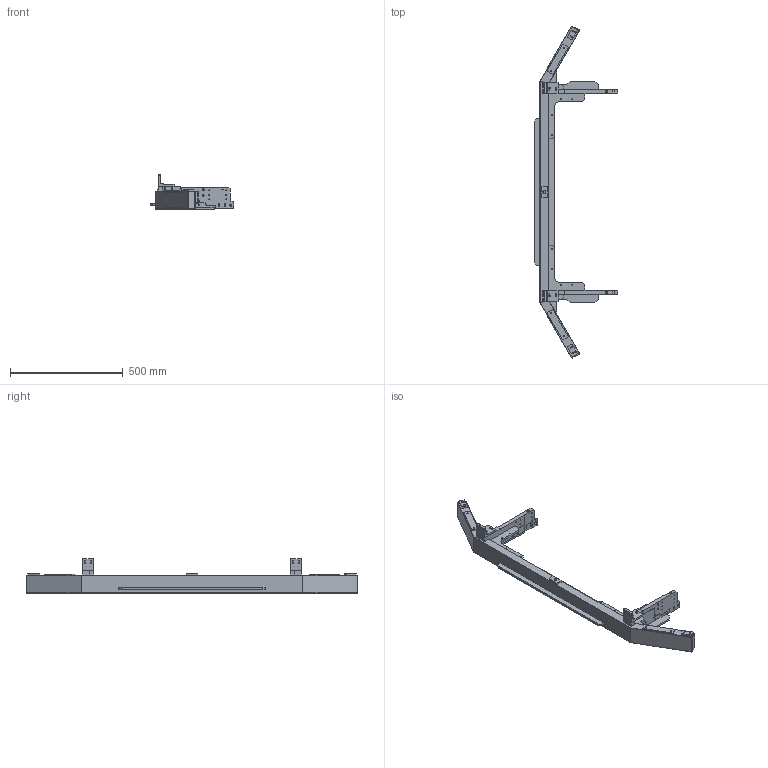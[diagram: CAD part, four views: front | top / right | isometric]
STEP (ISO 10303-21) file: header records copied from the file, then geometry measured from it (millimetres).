
FILE_DESCRIPTION(/* description */ ('SBG Messmeister'),/* implementation_level */ '2;1');
FILE_NAME(/* name */ '319-20-09-29-00 SBG Messmeister.stp',/* time_stamp */ '2021-03-12T15:07:48+01:00',/* author */ ('herr_rommel'),/* organization */ (''),/* preprocessor_version */ 'ST-DEVELOPER v17',/* originating_system */ 'Autodesk Inventor 2018',/* authorisation */ '');
FILE_SCHEMA (('AUTOMOTIVE_DESIGN { 1 0 10303 214 3 1 1 }'));
Length unit declared in the file: millimetre
Products named in the file (20): 319-20-09-29-00; 319-20-09-29-02; 319-20-09-29-02_1; 319-20-09-29-04; 319-20-09-29-06; 319-20-09-29-07; 319-20-09-29-07_1; 319-20-09-29-09 ; 319-20-09-29-10; 319-20-09-29-16; 319-20-09-29-06_1; 319-20-09-29-08; 319-20-09-29-09 _1; 319-20-09-29-10_1; 319-20-09-29-14; 319-20-09-29-17; 319-20-09-29-18; 319-20-09-29-19; 319-20-09-29-19_1; 319-20-09-29-07_2
Assembly tree (26 placements, depth 2):
  319-20-09-29-00
    319-20-09-29-02
    319-20-09-29-02_1
    319-20-09-29-04
    319-20-09-29-06
    319-20-09-29-07
    319-20-09-29-07_1
    319-20-09-29-08  x4
    319-20-09-29-09 
    319-20-09-29-10
    319-20-09-29-14  x2
    319-20-09-29-16  x2
    319-20-09-29-06_1
    319-20-09-29-09 _1
    319-20-09-29-10_1
    319-20-09-29-17  x2
    319-20-09-29-18  x2
    319-20-09-29-19
    319-20-09-29-19_1
    319-20-09-29-07_2
Bounding box: 371.8 x 1474.9 x 152 mm (x, y, z)
Volume: 3323741 mm3; surface area: 1143781.3 mm2
Topology: 26 solids, 26 shells, 470 faces, 1313 edges, 897 vertices
Faces by surface type: plane 304, cylinder 160, cone 6
Full cylindrical faces by diameter (mm): 4.1 x8, 4.134 x40, 4.917 x8, 5 x24, 5.5 x4, 6 x4, 9 x4, 12 x4, 15 x2
Entity records: 14380 total; most frequent: DIRECTION 2411, CARTESIAN_POINT 2370, ORIENTED_EDGE 2280, EDGE_CURVE 1140, AXIS2_PLACEMENT_3D 824, VERTEX_POINT 783, LINE 763, VECTOR 763
